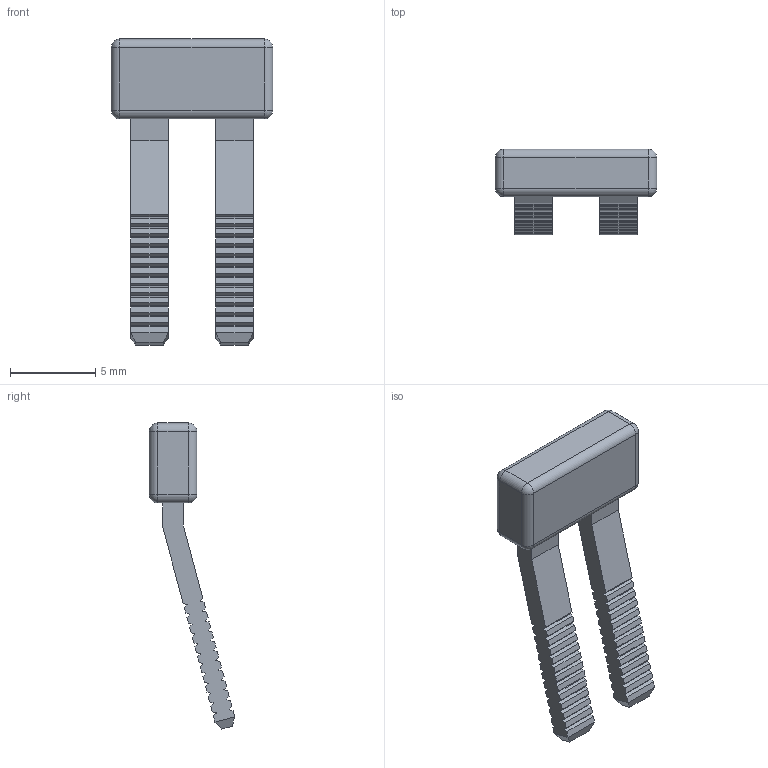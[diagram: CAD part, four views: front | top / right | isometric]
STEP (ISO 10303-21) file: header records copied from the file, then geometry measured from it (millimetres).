
FILE_DESCRIPTION (( 'STEP AP203' ), '1' );
FILE_NAME ('YCT10-00-K03-002-EC-10P Ïåðåìû÷êà ãðåáåí÷àòàÿ äëÿ êîëîäêè êëåììíîé CTS 2,5ìì2 10PIN IEK.STEP', '2025-03-17T11:19:06', ( '' ), ( '' ), 'SwSTEP 2.0', 'SolidWorks 2022', '' );
FILE_SCHEMA (( 'CONFIG_CONTROL_DESIGN' ));
Length unit declared in the file: millimetre
Products named in the file (1): YCT10-00-K03-002-EC-10P Перемычка гребенчатая для колодки клеммной CTS 2,5мм2 10PIN IEK
Bounding box: 9.5 x 5.02 x 18 mm (x, y, z)
Volume: 189.8 mm3; surface area: 357.1 mm2
Topology: 1 solids, 1 shells, 240 faces, 684 edges, 440 vertices
Faces by surface type: plane 172, cylinder 60, sphere 8
Entity records: 7741 total; most frequent: CARTESIAN_POINT 1357, ORIENTED_EDGE 1352, DIRECTION 1278, EDGE_CURVE 676, VECTOR 556, LINE 556, VERTEX_POINT 440, AXIS2_PLACEMENT_3D 361
